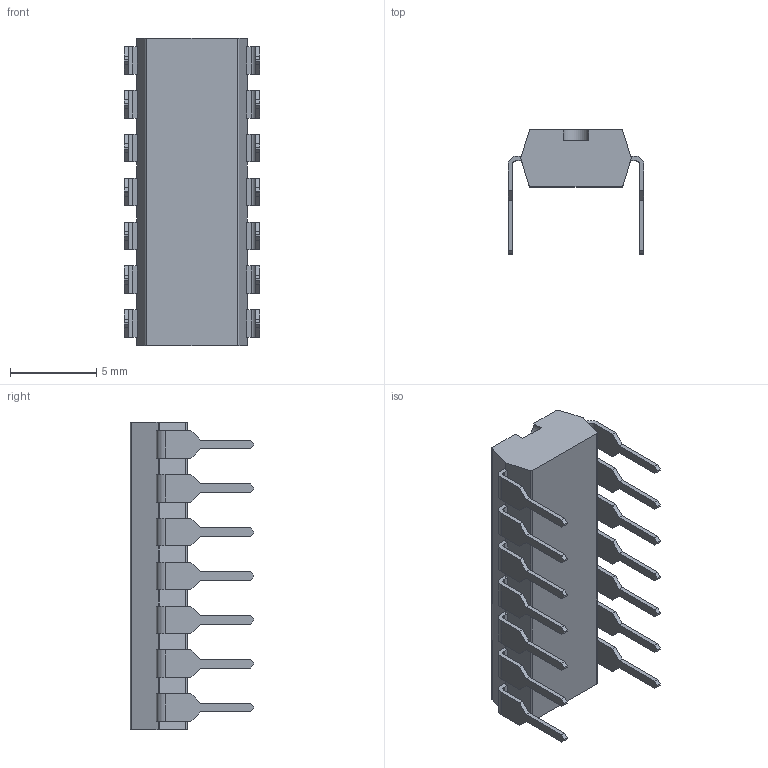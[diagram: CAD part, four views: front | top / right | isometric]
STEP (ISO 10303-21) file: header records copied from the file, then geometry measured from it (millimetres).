
FILE_DESCRIPTION(/* description */ (''),/* implementation_level */ '2;1');
FILE_NAME(/* name */ 'TL084.step',/* time_stamp */ '2019-12-11T15:16:08-06:00',/* author */ (''),/* organization */ (''),/* preprocessor_version */ 'ST-DEVELOPER v18',/* originating_system */ 'Autodesk Translation Framework v8.12.0.6',/* authorisation */ '');
FILE_SCHEMA (('AUTOMOTIVE_DESIGN { 1 0 10303 214 3 1 1 }'));
Length unit declared in the file: millimetre
Products named in the file (1): (Unsaved)
Bounding box: 7.87 x 7.17 x 17.78 mm (x, y, z)
Volume: 365.9 mm3; surface area: 555.5 mm2
Topology: 1 solids, 1 shells, 250 faces, 769 edges, 531 vertices
Faces by surface type: plane 200, cylinder 49, sphere 1
Entity records: 9641 total; most frequent: CARTESIAN_POINT 2571, ORIENTED_EDGE 1538, DIRECTION 1344, EDGE_CURVE 769, LINE 644, VECTOR 644, VERTEX_POINT 531, AXIS2_PLACEMENT_3D 350
